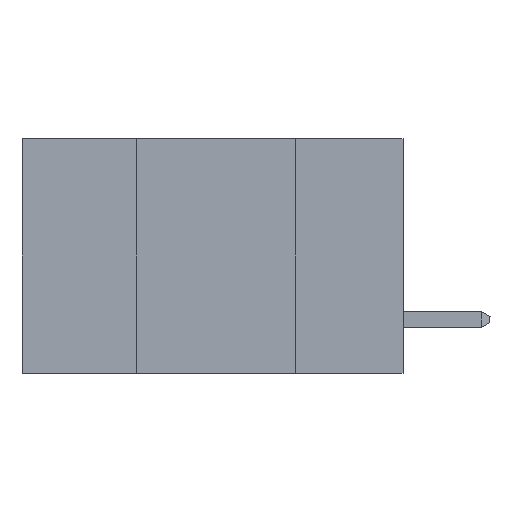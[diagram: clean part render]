
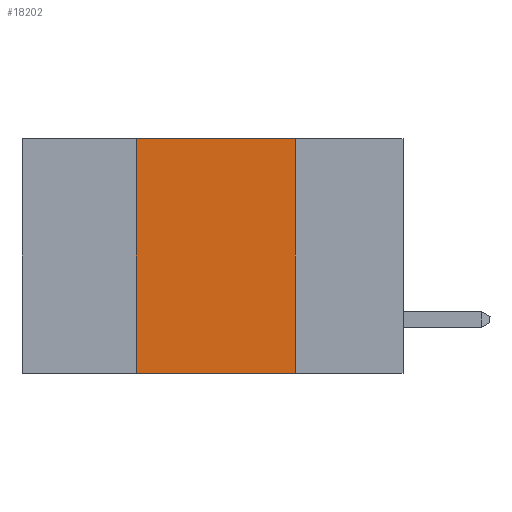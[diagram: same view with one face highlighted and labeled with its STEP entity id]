
A CAD part, left-side view. The second image highlights one B-rep face of the part: STEP entity #18202.
In plain terms, the highlighted planar face has unit normal (-1, 0, 0).
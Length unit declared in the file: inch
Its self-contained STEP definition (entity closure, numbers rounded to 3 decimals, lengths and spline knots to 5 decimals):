
#49 = CARTESIAN_POINT ( 'NONE',  ( 0., 0.42, 0. ) ) ;
#1868 = EDGE_LOOP ( 'NONE', ( #12988, #17705, #9354, #43108 ) ) ;
#2304 = VECTOR ( 'NONE', #48593, 39.37008 ) ;
#3475 = CARTESIAN_POINT ( 'NONE',  ( 0., 0.17, -0.37 ) ) ;
#9333 = AXIS2_PLACEMENT_3D ( 'NONE', #48138, #32808, #9802 ) ;
#9354 = ORIENTED_EDGE ( 'NONE', *, *, #9648, .F. ) ;
#9648 = EDGE_CURVE ( 'NONE', #25148, #19396, #33420, .T. ) ;
#9802 = DIRECTION ( 'NONE',  ( 0., 0., -1. ) ) ;
#10413 = DIRECTION ( 'NONE',  ( 0., 0., 1. ) ) ;
#11976 = LINE ( 'NONE', #23372, #2304 ) ;
#12988 = ORIENTED_EDGE ( 'NONE', *, *, #34995, .F. ) ;
#14723 = DIRECTION ( 'NONE',  ( 0., 0., -1. ) ) ;
#15704 = LINE ( 'NONE', #42157, #36266 ) ;
#17705 = ORIENTED_EDGE ( 'NONE', *, *, #44493, .F. ) ;
#18202 = ADVANCED_FACE ( 'NONE', ( #47636 ), #37015, .F. ) ;
#19396 = VERTEX_POINT ( 'NONE', #28610 ) ;
#20346 = VECTOR ( 'NONE', #10413, 39.37008 ) ;
#21910 = LINE ( 'NONE', #48345, #46958 ) ;
#23372 = CARTESIAN_POINT ( 'NONE',  ( 0., 0.6, -0.37 ) ) ;
#25148 = VERTEX_POINT ( 'NONE', #46060 ) ;
#28610 = CARTESIAN_POINT ( 'NONE',  ( 0., 0.42, 0. ) ) ;
#32808 = DIRECTION ( 'NONE',  ( 1., 0., 0. ) ) ;
#33027 = VERTEX_POINT ( 'NONE', #44350 ) ;
#33420 = LINE ( 'NONE', #49, #20346 ) ;
#34991 = EDGE_CURVE ( 'NONE', #25148, #37027, #11976, .T. ) ;
#34995 = EDGE_CURVE ( 'NONE', #33027, #37027, #15704, .T. ) ;
#36266 = VECTOR ( 'NONE', #14723, 39.37008 ) ;
#36490 = DIRECTION ( 'NONE',  ( 0., -1., 0. ) ) ;
#37015 = PLANE ( 'NONE',  #9333 ) ;
#37027 = VERTEX_POINT ( 'NONE', #3475 ) ;
#42157 = CARTESIAN_POINT ( 'NONE',  ( 0., 0.17, 0. ) ) ;
#43108 = ORIENTED_EDGE ( 'NONE', *, *, #34991, .T. ) ;
#44350 = CARTESIAN_POINT ( 'NONE',  ( 0., 0.17, 0. ) ) ;
#44493 = EDGE_CURVE ( 'NONE', #19396, #33027, #21910, .T. ) ;
#46060 = CARTESIAN_POINT ( 'NONE',  ( 0., 0.42, -0.37 ) ) ;
#46958 = VECTOR ( 'NONE', #36490, 39.37008 ) ;
#47636 = FACE_OUTER_BOUND ( 'NONE', #1868, .T. ) ;
#48138 = CARTESIAN_POINT ( 'NONE',  ( 0., 0.6, 0. ) ) ;
#48345 = CARTESIAN_POINT ( 'NONE',  ( 0., 0.6, 0. ) ) ;
#48593 = DIRECTION ( 'NONE',  ( 0., -1., 0. ) ) ;
